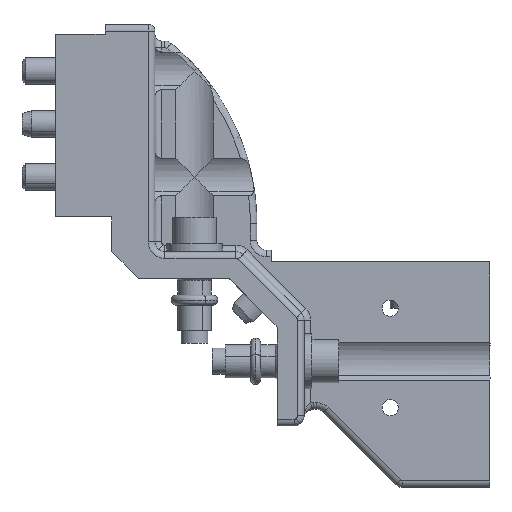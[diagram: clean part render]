
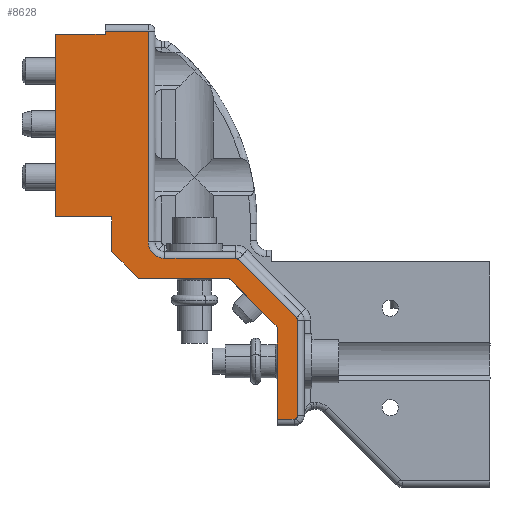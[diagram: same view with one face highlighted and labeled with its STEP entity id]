
A CAD part, front view. The second image highlights one B-rep face of the part: STEP entity #8628.
In plain terms, the highlighted planar face has unit normal (0, -1, 0).
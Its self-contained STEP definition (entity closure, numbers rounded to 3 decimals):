
#7102=AXIS2_PLACEMENT_3D('Circle Axis2P3D',#7100,#7101,$) ;
#7165=AXIS2_PLACEMENT_3D('Circle Axis2P3D',#7163,#7164,$) ;
#8126=AXIS2_PLACEMENT_3D('Circle Axis2P3D',#8124,#8125,$) ;
#8355=AXIS2_PLACEMENT_3D('Circle Axis2P3D',#8353,#8354,$) ;
#8556=AXIS2_PLACEMENT_3D('Circle Axis2P3D',#8554,#8555,$) ;
#8569=AXIS2_PLACEMENT_3D('Plane Axis2P3D',#8566,#8567,#8568) ;
#8580=AXIS2_PLACEMENT_3D('Circle Axis2P3D',#8578,#8579,$) ;
#8594=AXIS2_PLACEMENT_3D('Circle Axis2P3D',#8592,#8593,$) ;
#791=CARTESIAN_POINT('Vertex',(25.,-26.,-17.5)) ;
#794=CARTESIAN_POINT('Line Origine',(25.,-26.,-3.883)) ;
#798=CARTESIAN_POINT('Vertex',(25.,-26.,9.734)) ;
#6541=CARTESIAN_POINT('Vertex',(-13.94,-26.,99.5)) ;
#6787=CARTESIAN_POINT('Vertex',(30.,-26.,-17.5)) ;
#6790=CARTESIAN_POINT('Line Origine',(-4.47,-26.,-17.5)) ;
#6807=CARTESIAN_POINT('Line Origine',(-5.47,-26.,99.5)) ;
#6811=CARTESIAN_POINT('Vertex',(-26.94,-26.,99.5)) ;
#6842=CARTESIAN_POINT('Vertex',(-26.94,-26.,98.5)) ;
#6845=CARTESIAN_POINT('Line Origine',(-26.94,-26.,99.)) ;
#6875=CARTESIAN_POINT('Vertex',(-41.94,-26.,98.5)) ;
#6878=CARTESIAN_POINT('Line Origine',(-34.44,-26.,98.5)) ;
#6906=CARTESIAN_POINT('Vertex',(-41.94,-26.,43.5)) ;
#6909=CARTESIAN_POINT('Line Origine',(-41.94,-26.,71.)) ;
#6965=CARTESIAN_POINT('Vertex',(-24.94,-26.,43.5)) ;
#6968=CARTESIAN_POINT('Line Origine',(-33.44,-26.,43.5)) ;
#6996=CARTESIAN_POINT('Vertex',(-24.94,-26.,33.)) ;
#6999=CARTESIAN_POINT('Line Origine',(-24.94,-26.,38.25)) ;
#7027=CARTESIAN_POINT('Vertex',(-16.94,-26.,25.)) ;
#7030=CARTESIAN_POINT('Line Origine',(-20.94,-26.,29.)) ;
#7047=CARTESIAN_POINT('Line Origine',(-3.603,-26.,25.)) ;
#7051=CARTESIAN_POINT('Vertex',(9.734,-26.,25.)) ;
#7097=CARTESIAN_POINT('Vertex',(10.795,-26.,24.561)) ;
#7100=CARTESIAN_POINT('Axis2P3D Location',(9.734,-26.,23.5)) ;
#7117=CARTESIAN_POINT('Line Origine',(17.678,-26.,17.678)) ;
#7121=CARTESIAN_POINT('Vertex',(24.561,-26.,10.795)) ;
#7163=CARTESIAN_POINT('Axis2P3D Location',(23.5,-26.,9.734)) ;
#8047=CARTESIAN_POINT('Line Origine',(-13.94,-26.,41.)) ;
#8051=CARTESIAN_POINT('Vertex',(-13.94,-26.,36.)) ;
#8114=CARTESIAN_POINT('Vertex',(-8.94,-26.,31.)) ;
#8124=CARTESIAN_POINT('Axis2P3D Location',(-8.94,-26.,36.)) ;
#8350=CARTESIAN_POINT('Vertex',(30.602,-26.,-17.299)) ;
#8353=CARTESIAN_POINT('Axis2P3D Location',(30.,-26.,-16.5)) ;
#8551=CARTESIAN_POINT('Vertex',(31.,-26.,-16.5)) ;
#8554=CARTESIAN_POINT('Axis2P3D Location',(30.,-26.,-16.5)) ;
#8566=CARTESIAN_POINT('Axis2P3D Location',(0.,-26.,0.)) ;
#8571=CARTESIAN_POINT('Line Origine',(31.,-26.,-2.037)) ;
#8575=CARTESIAN_POINT('Vertex',(31.,-26.,12.426)) ;
#8578=CARTESIAN_POINT('Axis2P3D Location',(30.,-26.,12.426)) ;
#8582=CARTESIAN_POINT('Vertex',(30.707,-26.,13.134)) ;
#8585=CARTESIAN_POINT('Line Origine',(21.92,-26.,21.92)) ;
#8589=CARTESIAN_POINT('Vertex',(13.134,-26.,30.707)) ;
#8592=CARTESIAN_POINT('Axis2P3D Location',(12.426,-26.,30.)) ;
#8596=CARTESIAN_POINT('Vertex',(12.426,-26.,31.)) ;
#8599=CARTESIAN_POINT('Line Origine',(1.743,-26.,31.)) ;
#795=DIRECTION('Vector Direction',(0.,0.,1.)) ;
#6791=DIRECTION('Vector Direction',(1.,0.,0.)) ;
#6808=DIRECTION('Vector Direction',(1.,0.,0.)) ;
#6846=DIRECTION('Vector Direction',(0.,0.,1.)) ;
#6879=DIRECTION('Vector Direction',(1.,0.,0.)) ;
#6910=DIRECTION('Vector Direction',(0.,0.,1.)) ;
#6969=DIRECTION('Vector Direction',(-1.,0.,0.)) ;
#7000=DIRECTION('Vector Direction',(0.,0.,1.)) ;
#7031=DIRECTION('Vector Direction',(-0.707,0.,0.707)) ;
#7048=DIRECTION('Vector Direction',(-1.,0.,0.)) ;
#7101=DIRECTION('Axis2P3D Direction',(0.,1.,0.)) ;
#7118=DIRECTION('Vector Direction',(-0.707,0.,0.707)) ;
#7164=DIRECTION('Axis2P3D Direction',(-0.,1.,0.)) ;
#8048=DIRECTION('Vector Direction',(0.,0.,-1.)) ;
#8125=DIRECTION('Axis2P3D Direction',(0.,1.,0.)) ;
#8354=DIRECTION('Axis2P3D Direction',(0.,-1.,0.)) ;
#8555=DIRECTION('Axis2P3D Direction',(0.,-1.,0.)) ;
#8567=DIRECTION('Axis2P3D Direction',(0.,1.,-0.)) ;
#8568=DIRECTION('Axis2P3D XDirection',(-1.,0.,0.)) ;
#8572=DIRECTION('Vector Direction',(0.,0.,1.)) ;
#8579=DIRECTION('Axis2P3D Direction',(0.,1.,-0.)) ;
#8586=DIRECTION('Vector Direction',(0.707,0.,-0.707)) ;
#8593=DIRECTION('Axis2P3D Direction',(0.,1.,-0.)) ;
#8600=DIRECTION('Vector Direction',(-1.,0.,0.)) ;
#796=VECTOR('Line Direction',#795,1.) ;
#6792=VECTOR('Line Direction',#6791,1.) ;
#6809=VECTOR('Line Direction',#6808,1.) ;
#6847=VECTOR('Line Direction',#6846,1.) ;
#6880=VECTOR('Line Direction',#6879,1.) ;
#6911=VECTOR('Line Direction',#6910,1.) ;
#6970=VECTOR('Line Direction',#6969,1.) ;
#7001=VECTOR('Line Direction',#7000,1.) ;
#7032=VECTOR('Line Direction',#7031,1.) ;
#7049=VECTOR('Line Direction',#7048,1.) ;
#7119=VECTOR('Line Direction',#7118,1.) ;
#8049=VECTOR('Line Direction',#8048,1.) ;
#8573=VECTOR('Line Direction',#8572,1.) ;
#8587=VECTOR('Line Direction',#8586,1.) ;
#8601=VECTOR('Line Direction',#8600,1.) ;
#8605=ORIENTED_EDGE('',*,*,#800,.T.) ;
#8606=ORIENTED_EDGE('',*,*,#6794,.T.) ;
#8607=ORIENTED_EDGE('',*,*,#8357,.T.) ;
#8608=ORIENTED_EDGE('',*,*,#8558,.T.) ;
#8609=ORIENTED_EDGE('',*,*,#8577,.T.) ;
#8610=ORIENTED_EDGE('',*,*,#8584,.T.) ;
#8611=ORIENTED_EDGE('',*,*,#8591,.T.) ;
#8612=ORIENTED_EDGE('',*,*,#8598,.T.) ;
#8613=ORIENTED_EDGE('',*,*,#8603,.T.) ;
#8614=ORIENTED_EDGE('',*,*,#8128,.T.) ;
#8615=ORIENTED_EDGE('',*,*,#8053,.T.) ;
#8616=ORIENTED_EDGE('',*,*,#6813,.T.) ;
#8617=ORIENTED_EDGE('',*,*,#6849,.T.) ;
#8618=ORIENTED_EDGE('',*,*,#6882,.T.) ;
#8619=ORIENTED_EDGE('',*,*,#6913,.T.) ;
#8620=ORIENTED_EDGE('',*,*,#6972,.T.) ;
#8621=ORIENTED_EDGE('',*,*,#7003,.T.) ;
#8622=ORIENTED_EDGE('',*,*,#7034,.T.) ;
#8623=ORIENTED_EDGE('',*,*,#7053,.T.) ;
#8624=ORIENTED_EDGE('',*,*,#7104,.T.) ;
#8625=ORIENTED_EDGE('',*,*,#7123,.T.) ;
#8626=ORIENTED_EDGE('',*,*,#7167,.T.) ;
#8628=ADVANCED_FACE('PartBody',(#8627),#8570,.F.) ;
#7103=CIRCLE('generated circle',#7102,1.5) ;
#7166=CIRCLE('generated circle',#7165,1.5) ;
#8127=CIRCLE('generated circle',#8126,5.) ;
#8356=CIRCLE('generated circle',#8355,1.) ;
#8557=CIRCLE('generated circle',#8556,1.) ;
#8581=CIRCLE('generated circle',#8580,1.) ;
#8595=CIRCLE('generated circle',#8594,1.) ;
#800=EDGE_CURVE('',#799,#792,#797,.F.) ;
#6794=EDGE_CURVE('',#792,#6788,#6793,.T.) ;
#6813=EDGE_CURVE('',#6542,#6812,#6810,.F.) ;
#6849=EDGE_CURVE('',#6812,#6843,#6848,.F.) ;
#6882=EDGE_CURVE('',#6843,#6876,#6881,.F.) ;
#6913=EDGE_CURVE('',#6876,#6907,#6912,.F.) ;
#6972=EDGE_CURVE('',#6907,#6966,#6971,.F.) ;
#7003=EDGE_CURVE('',#6966,#6997,#7002,.F.) ;
#7034=EDGE_CURVE('',#6997,#7028,#7033,.F.) ;
#7053=EDGE_CURVE('',#7028,#7052,#7050,.F.) ;
#7104=EDGE_CURVE('',#7052,#7098,#7103,.T.) ;
#7123=EDGE_CURVE('',#7098,#7122,#7120,.F.) ;
#7167=EDGE_CURVE('',#7122,#799,#7166,.T.) ;
#8053=EDGE_CURVE('',#8052,#6542,#8050,.F.) ;
#8128=EDGE_CURVE('',#8115,#8052,#8127,.T.) ;
#8357=EDGE_CURVE('',#6788,#8351,#8356,.T.) ;
#8558=EDGE_CURVE('',#8351,#8552,#8557,.T.) ;
#8577=EDGE_CURVE('',#8552,#8576,#8574,.T.) ;
#8584=EDGE_CURVE('',#8576,#8583,#8581,.F.) ;
#8591=EDGE_CURVE('',#8583,#8590,#8588,.F.) ;
#8598=EDGE_CURVE('',#8590,#8597,#8595,.F.) ;
#8603=EDGE_CURVE('',#8597,#8115,#8602,.T.) ;
#8604=EDGE_LOOP('',(#8605,#8606,#8607,#8608,#8609,#8610,#8611,#8612,#8613,#8614,#8615,#8616,#8617,#8618,#8619,#8620,#8621,#8622,#8623,#8624,#8625,#8626)) ;
#8627=FACE_OUTER_BOUND('',#8604,.T.) ;
#797=LINE('Line',#794,#796) ;
#6793=LINE('Line',#6790,#6792) ;
#6810=LINE('Line',#6807,#6809) ;
#6848=LINE('Line',#6845,#6847) ;
#6881=LINE('Line',#6878,#6880) ;
#6912=LINE('Line',#6909,#6911) ;
#6971=LINE('Line',#6968,#6970) ;
#7002=LINE('Line',#6999,#7001) ;
#7033=LINE('Line',#7030,#7032) ;
#7050=LINE('Line',#7047,#7049) ;
#7120=LINE('Line',#7117,#7119) ;
#8050=LINE('Line',#8047,#8049) ;
#8574=LINE('Line',#8571,#8573) ;
#8588=LINE('Line',#8585,#8587) ;
#8602=LINE('Line',#8599,#8601) ;
#8570=PLANE('',#8569) ;
#792=VERTEX_POINT('',#791) ;
#799=VERTEX_POINT('',#798) ;
#6542=VERTEX_POINT('',#6541) ;
#6788=VERTEX_POINT('',#6787) ;
#6812=VERTEX_POINT('',#6811) ;
#6843=VERTEX_POINT('',#6842) ;
#6876=VERTEX_POINT('',#6875) ;
#6907=VERTEX_POINT('',#6906) ;
#6966=VERTEX_POINT('',#6965) ;
#6997=VERTEX_POINT('',#6996) ;
#7028=VERTEX_POINT('',#7027) ;
#7052=VERTEX_POINT('',#7051) ;
#7098=VERTEX_POINT('',#7097) ;
#7122=VERTEX_POINT('',#7121) ;
#8052=VERTEX_POINT('',#8051) ;
#8115=VERTEX_POINT('',#8114) ;
#8351=VERTEX_POINT('',#8350) ;
#8552=VERTEX_POINT('',#8551) ;
#8576=VERTEX_POINT('',#8575) ;
#8583=VERTEX_POINT('',#8582) ;
#8590=VERTEX_POINT('',#8589) ;
#8597=VERTEX_POINT('',#8596) ;
